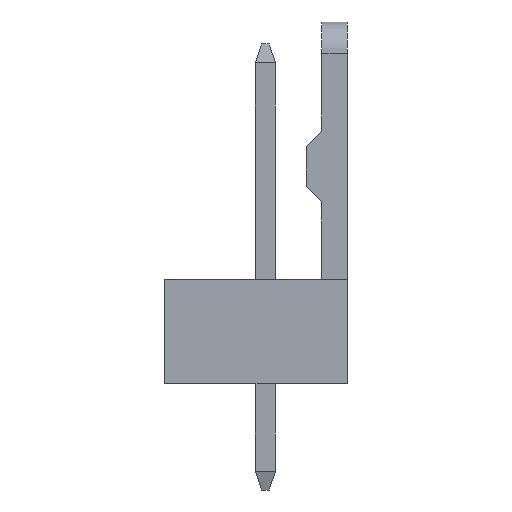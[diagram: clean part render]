
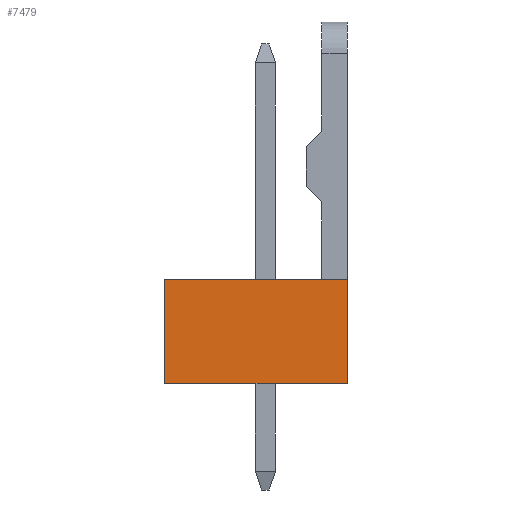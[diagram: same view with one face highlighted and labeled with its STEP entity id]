
A CAD part, left-side view. The second image highlights one B-rep face of the part: STEP entity #7479.
In plain terms, the highlighted face is planar.
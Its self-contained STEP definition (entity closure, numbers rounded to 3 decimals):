
#1166=ORIENTED_EDGE('',*,*,#2061,.F.);
#1167=ORIENTED_EDGE('',*,*,#2070,.F.);
#1168=ORIENTED_EDGE('',*,*,#2064,.F.);
#1169=ORIENTED_EDGE('',*,*,#1732,.F.);
#1732=EDGE_CURVE('',#2377,#2376,#2910,.T.);
#2061=EDGE_CURVE('',#2588,#2377,#3235,.T.);
#2064=EDGE_CURVE('',#2376,#2590,#3238,.T.);
#2070=EDGE_CURVE('',#2590,#2588,#3244,.T.);
#2376=VERTEX_POINT('',#9747);
#2377=VERTEX_POINT('',#9749);
#2588=VERTEX_POINT('',#10412);
#2590=VERTEX_POINT('',#10420);
#2910=LINE('',#9750,#3632);
#3235=LINE('',#10413,#3957);
#3238=LINE('',#10419,#3960);
#3244=LINE('',#10430,#3966);
#3632=VECTOR('',#8334,1000.);
#3957=VECTOR('',#8913,1000.);
#3960=VECTOR('',#8920,1000.);
#3966=VECTOR('',#8928,1000.);
#4367=EDGE_LOOP('',(#1166,#1167,#1168,#1169));
#4707=FACE_BOUND('',#4367,.T.);
#5013=PLANE('',#7798);
#7479=ADVANCED_FACE('',(#4707),#5013,.F.);
#7798=AXIS2_PLACEMENT_3D('',#10442,#8940,#8941);
#8334=DIRECTION('',(0.,-1.,0.));
#8913=DIRECTION('',(0.,0.,-1.));
#8920=DIRECTION('',(0.,0.,1.));
#8928=DIRECTION('',(0.,1.,0.));
#8940=DIRECTION('',(-1.,0.,0.));
#8941=DIRECTION('',(0.,0.,1.));
#9747=CARTESIAN_POINT('',(10.16,-2.9,-5.75));
#9749=CARTESIAN_POINT('',(10.16,2.9,-5.75));
#9750=CARTESIAN_POINT('',(10.16,2.9,-5.75));
#10412=CARTESIAN_POINT('',(10.16,2.9,-2.45));
#10413=CARTESIAN_POINT('',(10.16,2.9,5.75));
#10419=CARTESIAN_POINT('',(10.16,-2.9,-5.75));
#10420=CARTESIAN_POINT('',(10.16,-2.9,-2.45));
#10430=CARTESIAN_POINT('',(10.16,-2.9,-2.45));
#10442=CARTESIAN_POINT('',(10.16,0.,0.));
